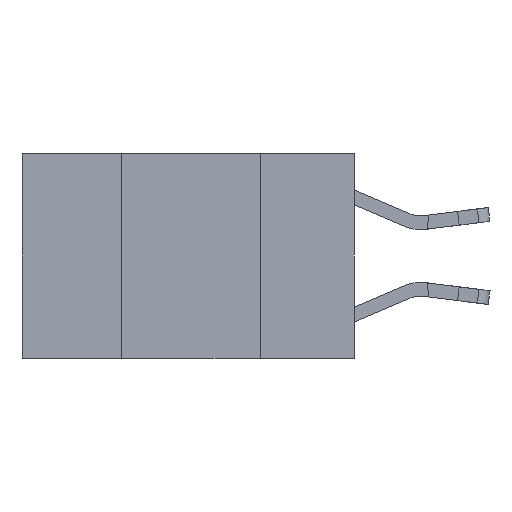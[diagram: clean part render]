
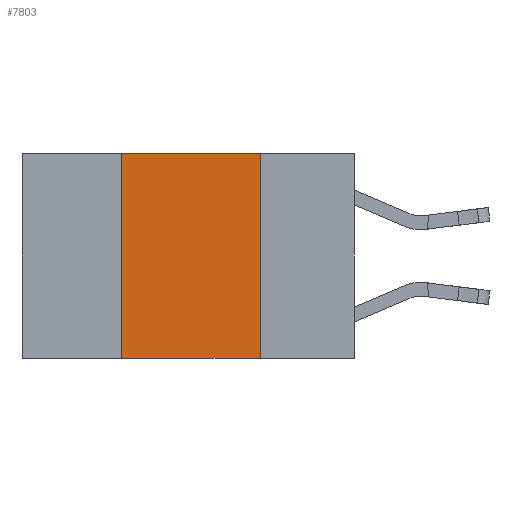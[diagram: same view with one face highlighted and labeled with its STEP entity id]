
A CAD part, left-side view. The second image highlights one B-rep face of the part: STEP entity #7803.
In plain terms, the highlighted planar face has unit normal (-1, 0, 0).
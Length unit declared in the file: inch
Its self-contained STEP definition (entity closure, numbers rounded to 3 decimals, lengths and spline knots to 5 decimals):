
#242 = VECTOR ( 'NONE', #6863, 39.37008 ) ;
#796 = DIRECTION ( 'NONE',  ( 0., -1., 0. ) ) ;
#831 = FACE_OUTER_BOUND ( 'NONE', #1956, .T. ) ;
#1024 = ORIENTED_EDGE ( 'NONE', *, *, #3614, .F. ) ;
#1369 = PLANE ( 'NONE',  #11807 ) ;
#1607 = DIRECTION ( 'NONE',  ( 0., 0., 1. ) ) ;
#1627 = CARTESIAN_POINT ( 'NONE',  ( 0., 0.42, 0. ) ) ;
#1956 = EDGE_LOOP ( 'NONE', ( #1024, #3758, #9306, #9618 ) ) ;
#2423 = DIRECTION ( 'NONE',  ( 1., 0., 0. ) ) ;
#2838 = VECTOR ( 'NONE', #1607, 39.37008 ) ;
#2937 = EDGE_CURVE ( 'NONE', #11353, #4358, #5576, .T. ) ;
#2983 = LINE ( 'NONE', #5753, #242 ) ;
#3110 = CARTESIAN_POINT ( 'NONE',  ( 0., 0.42, -0.37 ) ) ;
#3360 = VERTEX_POINT ( 'NONE', #5407 ) ;
#3468 = DIRECTION ( 'NONE',  ( 0., -1., 0. ) ) ;
#3614 = EDGE_CURVE ( 'NONE', #9219, #3360, #2983, .T. ) ;
#3717 = LINE ( 'NONE', #8054, #11608 ) ;
#3758 = ORIENTED_EDGE ( 'NONE', *, *, #5616, .F. ) ;
#4358 = VERTEX_POINT ( 'NONE', #4922 ) ;
#4922 = CARTESIAN_POINT ( 'NONE',  ( 0., 0.42, 0. ) ) ;
#5407 = CARTESIAN_POINT ( 'NONE',  ( 0., 0.17, -0.37 ) ) ;
#5576 = LINE ( 'NONE', #1627, #2838 ) ;
#5616 = EDGE_CURVE ( 'NONE', #4358, #9219, #3717, .T. ) ;
#5753 = CARTESIAN_POINT ( 'NONE',  ( 0., 0.17, 0. ) ) ;
#6253 = VECTOR ( 'NONE', #3468, 39.37008 ) ;
#6863 = DIRECTION ( 'NONE',  ( 0., 0., -1. ) ) ;
#7803 = ADVANCED_FACE ( 'NONE', ( #831 ), #1369, .F. ) ;
#8054 = CARTESIAN_POINT ( 'NONE',  ( 0., 0.6, 0. ) ) ;
#8665 = CARTESIAN_POINT ( 'NONE',  ( 0., 0.6, 0. ) ) ;
#8741 = CARTESIAN_POINT ( 'NONE',  ( 0., 0.17, 0. ) ) ;
#8750 = LINE ( 'NONE', #12675, #6253 ) ;
#9219 = VERTEX_POINT ( 'NONE', #8741 ) ;
#9306 = ORIENTED_EDGE ( 'NONE', *, *, #2937, .F. ) ;
#9618 = ORIENTED_EDGE ( 'NONE', *, *, #12778, .T. ) ;
#9661 = DIRECTION ( 'NONE',  ( 0., 0., -1. ) ) ;
#11353 = VERTEX_POINT ( 'NONE', #3110 ) ;
#11608 = VECTOR ( 'NONE', #796, 39.37008 ) ;
#11807 = AXIS2_PLACEMENT_3D ( 'NONE', #8665, #2423, #9661 ) ;
#12675 = CARTESIAN_POINT ( 'NONE',  ( 0., 0.6, -0.37 ) ) ;
#12778 = EDGE_CURVE ( 'NONE', #11353, #3360, #8750, .T. ) ;
